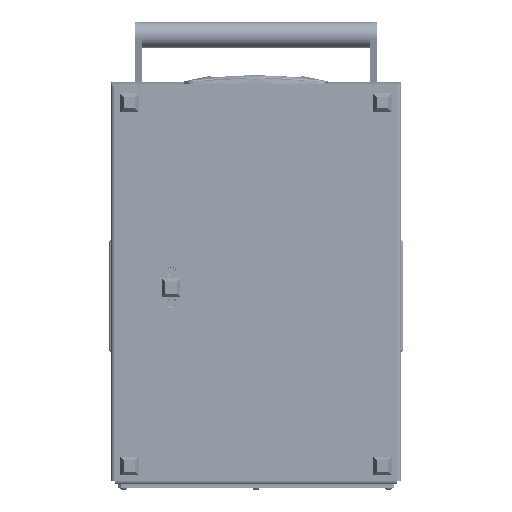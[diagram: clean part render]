
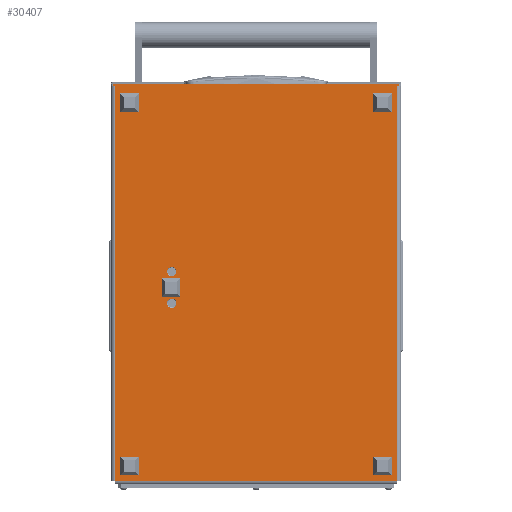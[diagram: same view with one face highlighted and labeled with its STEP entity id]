
A CAD part, front view. The second image highlights one B-rep face of the part: STEP entity #30407.
In plain terms, the highlighted face is planar.
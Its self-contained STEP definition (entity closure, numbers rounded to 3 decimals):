
#1240 = CARTESIAN_POINT ( 'NONE',  ( 210.2, 249., 0. ) ) ;
#4317 = LINE ( 'NONE', #164830, #109075 ) ;
#5208 = VERTEX_POINT ( 'NONE', #154851 ) ;
#7080 = CARTESIAN_POINT ( 'NONE',  ( 234.8, 249., 0. ) ) ;
#7924 = ORIENTED_EDGE ( 'NONE', *, *, #106773, .F. ) ;
#12049 = PLANE ( 'NONE',  #28333 ) ;
#17764 = ORIENTED_EDGE ( 'NONE', *, *, #75359, .F. ) ;
#21311 = ORIENTED_EDGE ( 'NONE', *, *, #81454, .F. ) ;
#21929 = DIRECTION ( 'NONE',  ( -1., 0., 0. ) ) ;
#22469 = VERTEX_POINT ( 'NONE', #59464 ) ;
#22800 = VECTOR ( 'NONE', #107587, 1000. ) ;
#23412 = EDGE_LOOP ( 'NONE', ( #54784, #109820 ) ) ;
#25415 = VERTEX_POINT ( 'NONE', #67340 ) ;
#28333 = AXIS2_PLACEMENT_3D ( 'NONE', #77923, #143995, #128606 ) ;
#28627 = CIRCLE ( 'NONE', #101778, 5.2 ) ;
#28848 = LINE ( 'NONE', #96599, #22800 ) ;
#30407 = ADVANCED_FACE ( 'NONE', ( #86864, #72524, #154748 ), #12049, .T. ) ;
#32079 = DIRECTION ( 'NONE',  ( 1., 0., 0. ) ) ;
#32739 = VERTEX_POINT ( 'NONE', #1240 ) ;
#32931 = ORIENTED_EDGE ( 'NONE', *, *, #121631, .F. ) ;
#37425 = VERTEX_POINT ( 'NONE', #101895 ) ;
#39350 = CARTESIAN_POINT ( 'NONE',  ( 0., 312., 0. ) ) ;
#42270 = ORIENTED_EDGE ( 'NONE', *, *, #63427, .T. ) ;
#44115 = LINE ( 'NONE', #113330, #152963 ) ;
#48296 = ORIENTED_EDGE ( 'NONE', *, *, #87523, .F. ) ;
#50520 = DIRECTION ( 'NONE',  ( -1., 0., 0. ) ) ;
#54357 = AXIS2_PLACEMENT_3D ( 'NONE', #153300, #86708, #21929 ) ;
#54733 = CARTESIAN_POINT ( 'NONE',  ( 436., 312., 0. ) ) ;
#54784 = ORIENTED_EDGE ( 'NONE', *, *, #111444, .F. ) ;
#55985 = CARTESIAN_POINT ( 'NONE',  ( 0., 312., 0. ) ) ;
#59464 = CARTESIAN_POINT ( 'NONE',  ( 436., 0., 0. ) ) ;
#63427 = EDGE_CURVE ( 'NONE', #104310, #83804, #4317, .T. ) ;
#63974 = DIRECTION ( 'NONE',  ( -1., 0., 0. ) ) ;
#65454 = VECTOR ( 'NONE', #63974, 1000. ) ;
#67340 = CARTESIAN_POINT ( 'NONE',  ( 0., 314., 0. ) ) ;
#69339 = CIRCLE ( 'NONE', #54357, 5.2 ) ;
#69600 = LINE ( 'NONE', #39350, #65454 ) ;
#72524 = FACE_BOUND ( 'NONE', #23412, .T. ) ;
#74192 = DIRECTION ( 'NONE',  ( 0., 1., 0. ) ) ;
#75359 = EDGE_CURVE ( 'NONE', #95326, #25415, #107084, .T. ) ;
#76426 = VERTEX_POINT ( 'NONE', #129462 ) ;
#77357 = DIRECTION ( 'NONE',  ( -1., 0., 0. ) ) ;
#77923 = CARTESIAN_POINT ( 'NONE',  ( 0., 312., 0. ) ) ;
#78457 = DIRECTION ( 'NONE',  ( 0., 1., 0. ) ) ;
#80215 = CARTESIAN_POINT ( 'NONE',  ( 245.2, 249., 0. ) ) ;
#80745 = VECTOR ( 'NONE', #109461, 1000. ) ;
#80783 = CIRCLE ( 'NONE', #101518, 5.2 ) ;
#81454 = EDGE_CURVE ( 'NONE', #104310, #5208, #44115, .T. ) ;
#82394 = EDGE_CURVE ( 'NONE', #5208, #22469, #101119, .T. ) ;
#83804 = VERTEX_POINT ( 'NONE', #97282 ) ;
#84410 = ORIENTED_EDGE ( 'NONE', *, *, #108859, .T. ) ;
#86708 = DIRECTION ( 'NONE',  ( 0., 0., -1. ) ) ;
#86864 = FACE_BOUND ( 'NONE', #160676, .T. ) ;
#87044 = LINE ( 'NONE', #162179, #80745 ) ;
#87523 = EDGE_CURVE ( 'NONE', #76426, #32739, #69339, .T. ) ;
#89477 = DIRECTION ( 'NONE',  ( 0., 0., -1. ) ) ;
#91727 = ORIENTED_EDGE ( 'NONE', *, *, #148128, .T. ) ;
#93817 = AXIS2_PLACEMENT_3D ( 'NONE', #116449, #89477, #77357 ) ;
#94830 = LINE ( 'NONE', #103833, #96981 ) ;
#95326 = VERTEX_POINT ( 'NONE', #55985 ) ;
#96599 = CARTESIAN_POINT ( 'NONE',  ( 0., 314., 0. ) ) ;
#96981 = VECTOR ( 'NONE', #78457, 1000. ) ;
#97282 = CARTESIAN_POINT ( 'NONE',  ( -2., -2., 0. ) ) ;
#100626 = CARTESIAN_POINT ( 'NONE',  ( 0., -2., 0. ) ) ;
#101119 = LINE ( 'NONE', #107898, #111549 ) ;
#101518 = AXIS2_PLACEMENT_3D ( 'NONE', #117635, #106716, #104476 ) ;
#101778 = AXIS2_PLACEMENT_3D ( 'NONE', #162091, #123133, #108806 ) ;
#101895 = CARTESIAN_POINT ( 'NONE',  ( -2., 314., 0. ) ) ;
#103771 = EDGE_LOOP ( 'NONE', ( #21311, #42270, #91727, #146187, #17764, #32931, #84410, #159777 ) ) ;
#103833 = CARTESIAN_POINT ( 'NONE',  ( -2., -4., 0. ) ) ;
#103969 = DIRECTION ( 'NONE',  ( 0., 1., 0. ) ) ;
#104310 = VERTEX_POINT ( 'NONE', #100626 ) ;
#104476 = DIRECTION ( 'NONE',  ( -1., 0., 0. ) ) ;
#106716 = DIRECTION ( 'NONE',  ( 0., 0., -1. ) ) ;
#106773 = EDGE_CURVE ( 'NONE', #32739, #76426, #123002, .T. ) ;
#107084 = LINE ( 'NONE', #116021, #150197 ) ;
#107587 = DIRECTION ( 'NONE',  ( 1., 0., 0. ) ) ;
#107898 = CARTESIAN_POINT ( 'NONE',  ( 0., 0., 0. ) ) ;
#108806 = DIRECTION ( 'NONE',  ( -1., 0., 0. ) ) ;
#108859 = EDGE_CURVE ( 'NONE', #124728, #22469, #87044, .T. ) ;
#109075 = VECTOR ( 'NONE', #50520, 1000. ) ;
#109461 = DIRECTION ( 'NONE',  ( 0., -1., 0. ) ) ;
#109820 = ORIENTED_EDGE ( 'NONE', *, *, #135512, .F. ) ;
#111444 = EDGE_CURVE ( 'NONE', #149146, #135436, #28627, .T. ) ;
#111549 = VECTOR ( 'NONE', #32079, 1000. ) ;
#113330 = CARTESIAN_POINT ( 'NONE',  ( 0., -4., 0. ) ) ;
#116021 = CARTESIAN_POINT ( 'NONE',  ( 0., -4., 0. ) ) ;
#116449 = CARTESIAN_POINT ( 'NONE',  ( 205., 249., 0. ) ) ;
#117635 = CARTESIAN_POINT ( 'NONE',  ( 240., 249., 0. ) ) ;
#121631 = EDGE_CURVE ( 'NONE', #124728, #95326, #69600, .T. ) ;
#123002 = CIRCLE ( 'NONE', #93817, 5.2 ) ;
#123133 = DIRECTION ( 'NONE',  ( 0., 0., -1. ) ) ;
#124728 = VERTEX_POINT ( 'NONE', #54733 ) ;
#128606 = DIRECTION ( 'NONE',  ( -1., 0., 0. ) ) ;
#129462 = CARTESIAN_POINT ( 'NONE',  ( 199.8, 249., 0. ) ) ;
#135436 = VERTEX_POINT ( 'NONE', #80215 ) ;
#135512 = EDGE_CURVE ( 'NONE', #135436, #149146, #80783, .T. ) ;
#140337 = EDGE_CURVE ( 'NONE', #37425, #25415, #28848, .T. ) ;
#143995 = DIRECTION ( 'NONE',  ( 0., 0., -1. ) ) ;
#146187 = ORIENTED_EDGE ( 'NONE', *, *, #140337, .T. ) ;
#148128 = EDGE_CURVE ( 'NONE', #83804, #37425, #94830, .T. ) ;
#149146 = VERTEX_POINT ( 'NONE', #7080 ) ;
#150197 = VECTOR ( 'NONE', #103969, 1000. ) ;
#152963 = VECTOR ( 'NONE', #74192, 1000. ) ;
#153300 = CARTESIAN_POINT ( 'NONE',  ( 205., 249., 0. ) ) ;
#154748 = FACE_OUTER_BOUND ( 'NONE', #103771, .T. ) ;
#154851 = CARTESIAN_POINT ( 'NONE',  ( 0., 0., 0. ) ) ;
#159777 = ORIENTED_EDGE ( 'NONE', *, *, #82394, .F. ) ;
#160676 = EDGE_LOOP ( 'NONE', ( #48296, #7924 ) ) ;
#162091 = CARTESIAN_POINT ( 'NONE',  ( 240., 249., 0. ) ) ;
#162179 = CARTESIAN_POINT ( 'NONE',  ( 436., 312., 0. ) ) ;
#164830 = CARTESIAN_POINT ( 'NONE',  ( 0., -2., 0. ) ) ;
